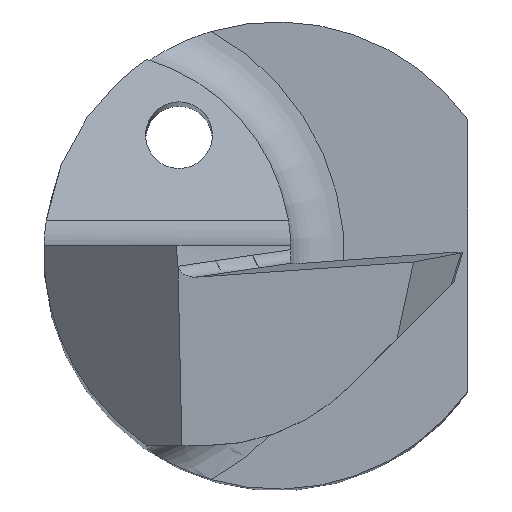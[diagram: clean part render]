
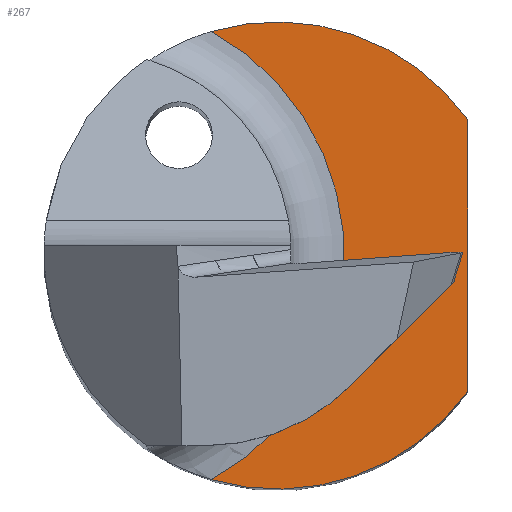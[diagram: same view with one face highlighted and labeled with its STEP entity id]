
A CAD part, top view. The second image highlights one B-rep face of the part: STEP entity #267.
In plain terms, the highlighted planar face has unit normal (0, 0, 1).
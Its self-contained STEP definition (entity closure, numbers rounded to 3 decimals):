
#13 = DIRECTION ( 'NONE',  ( 0., 0., -1. ) ) ;
#18 = VERTEX_POINT ( 'NONE', #49 ) ;
#28 = VERTEX_POINT ( 'NONE', #53 ) ;
#45 = VERTEX_POINT ( 'NONE', #313 ) ;
#49 = CARTESIAN_POINT ( 'NONE',  ( 2.85, -2.032, 14.75 ) ) ;
#53 = CARTESIAN_POINT ( 'NONE',  ( -0.99, -3.357, 14.75 ) ) ;
#59 = DIRECTION ( 'NONE',  ( 0., 0., 1. ) ) ;
#65 = DIRECTION ( 'NONE',  ( 1., 0., 0. ) ) ;
#88 = EDGE_CURVE ( 'NONE', #28, #18, #486, .T. ) ;
#96 = FACE_OUTER_BOUND ( 'NONE', #506, .T. ) ;
#128 = CARTESIAN_POINT ( 'NONE',  ( 0., 0., 14.75 ) ) ;
#132 = CARTESIAN_POINT ( 'NONE',  ( 2.85, 2.032, 14.75 ) ) ;
#161 = PLANE ( 'NONE',  #361 ) ;
#267 = ADVANCED_FACE ( 'NONE', ( #96 ), #161, .T. ) ;
#291 = ORIENTED_EDGE ( 'NONE', *, *, #651, .T. ) ;
#293 = AXIS2_PLACEMENT_3D ( 'NONE', #128, #59, #65 ) ;
#313 = CARTESIAN_POINT ( 'NONE',  ( -0.99, 3.357, 14.75 ) ) ;
#356 = EDGE_CURVE ( 'NONE', #45, #28, #555, .T. ) ;
#361 = AXIS2_PLACEMENT_3D ( 'NONE', #581, #645, #710 ) ;
#455 = EDGE_CURVE ( 'NONE', #817, #18, #737, .T. ) ;
#462 = DIRECTION ( 'NONE',  ( 0., -1., 0. ) ) ;
#486 = CIRCLE ( 'NONE', #293, 3.5 ) ;
#506 = EDGE_LOOP ( 'NONE', ( #291, #786, #720, #774 ) ) ;
#544 = VECTOR ( 'NONE', #462, 1000. ) ;
#555 = CIRCLE ( 'NONE', #829, 3.827 ) ;
#558 = CARTESIAN_POINT ( 'NONE',  ( -2.827, 0., 14.75 ) ) ;
#576 = CARTESIAN_POINT ( 'NONE',  ( 0., 0., 14.75 ) ) ;
#581 = CARTESIAN_POINT ( 'NONE',  ( 0., 0., 14.75 ) ) ;
#639 = DIRECTION ( 'NONE',  ( 1., 0., 0. ) ) ;
#645 = DIRECTION ( 'NONE',  ( 0., 0., 1. ) ) ;
#647 = DIRECTION ( 'NONE',  ( 0., 0., 1. ) ) ;
#651 = EDGE_CURVE ( 'NONE', #817, #45, #781, .T. ) ;
#710 = DIRECTION ( 'NONE',  ( 1., 0., 0. ) ) ;
#720 = ORIENTED_EDGE ( 'NONE', *, *, #88, .T. ) ;
#737 = LINE ( 'NONE', #845, #544 ) ;
#774 = ORIENTED_EDGE ( 'NONE', *, *, #455, .F. ) ;
#781 = CIRCLE ( 'NONE', #805, 3.5 ) ;
#786 = ORIENTED_EDGE ( 'NONE', *, *, #356, .T. ) ;
#805 = AXIS2_PLACEMENT_3D ( 'NONE', #576, #647, #639 ) ;
#816 = DIRECTION ( 'NONE',  ( 1., 0., 0. ) ) ;
#817 = VERTEX_POINT ( 'NONE', #132 ) ;
#829 = AXIS2_PLACEMENT_3D ( 'NONE', #558, #13, #816 ) ;
#845 = CARTESIAN_POINT ( 'NONE',  ( 2.85, 3.5, 14.75 ) ) ;
